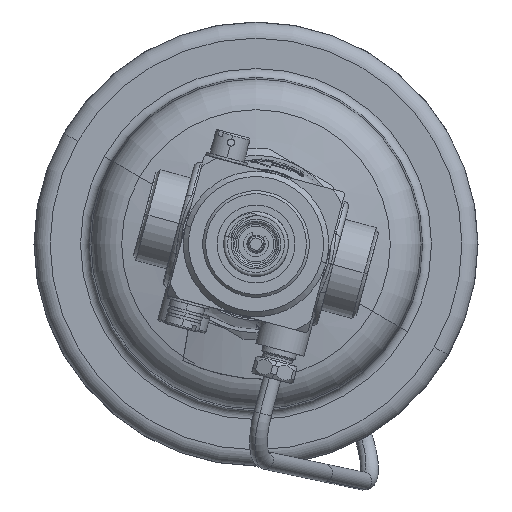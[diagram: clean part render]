
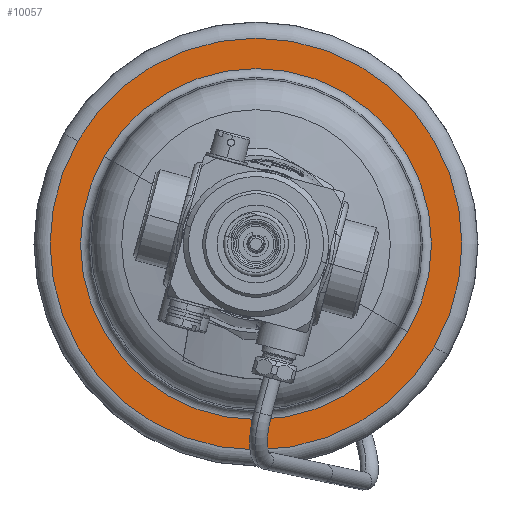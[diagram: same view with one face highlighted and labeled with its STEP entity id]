
A CAD part, front view. The second image highlights one B-rep face of the part: STEP entity #10057.
In plain terms, the highlighted face is planar.
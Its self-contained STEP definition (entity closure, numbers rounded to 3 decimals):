
#5741=CARTESIAN_POINT('',(23.5,0.,0.));
#5742=DIRECTION('',(1.,0.,0.));
#5743=DIRECTION('',(0.,1.,0.));
#5744=AXIS2_PLACEMENT_3D('',#5741,#5742,#5743);
#5746=CARTESIAN_POINT('',(23.5,0.,0.));
#5747=DIRECTION('',(1.,0.,0.));
#5748=DIRECTION('',(0.,-1.,0.));
#5749=AXIS2_PLACEMENT_3D('',#5746,#5747,#5748);
#5751=CARTESIAN_POINT('',(23.5,0.,0.));
#5752=DIRECTION('',(-1.,0.,0.));
#5753=DIRECTION('',(0.,1.,0.));
#5754=AXIS2_PLACEMENT_3D('',#5751,#5752,#5753);
#5756=CARTESIAN_POINT('',(23.5,0.,0.));
#5757=DIRECTION('',(-1.,0.,0.));
#5758=DIRECTION('',(0.,-1.,0.));
#5759=AXIS2_PLACEMENT_3D('',#5756,#5757,#5758);
#8889=CARTESIAN_POINT('',(23.5,58.,0.));
#8890=VERTEX_POINT('',#8889);
#8891=CARTESIAN_POINT('',(23.5,-58.,0.));
#8892=VERTEX_POINT('',#8891);
#8893=CARTESIAN_POINT('',(23.5,49.431,0.));
#8894=CARTESIAN_POINT('',(23.5,-49.431,0.));
#8895=VERTEX_POINT('',#8893);
#8896=VERTEX_POINT('',#8894);
#10042=CARTESIAN_POINT('',(23.5,0.,0.));
#10043=DIRECTION('',(1.,0.,0.));
#10044=DIRECTION('',(0.,-1.,0.));
#10045=AXIS2_PLACEMENT_3D('',#10042,#10043,#10044);
#10046=PLANE('',#10045);
#10047=ORIENTED_EDGE('',*,*,#10024,.T.);
#10048=ORIENTED_EDGE('',*,*,#10035,.T.);
#10049=EDGE_LOOP('',(#10047,#10048));
#10050=FACE_OUTER_BOUND('',#10049,.F.);
#10052=ORIENTED_EDGE('',*,*,#10051,.T.);
#10054=ORIENTED_EDGE('',*,*,#10053,.T.);
#10055=EDGE_LOOP('',(#10052,#10054));
#10056=FACE_BOUND('',#10055,.F.);
#10057=ADVANCED_FACE('',(#10050,#10056),#10046,.F.);
#5745=CIRCLE('',#5744,58.);
#5750=CIRCLE('',#5749,58.);
#5755=CIRCLE('',#5754,49.431);
#5760=CIRCLE('',#5759,49.431);
#10024=EDGE_CURVE('',#8890,#8892,#5745,.T.);
#10035=EDGE_CURVE('',#8892,#8890,#5750,.T.);
#10051=EDGE_CURVE('',#8895,#8896,#5755,.T.);
#10053=EDGE_CURVE('',#8896,#8895,#5760,.T.);
